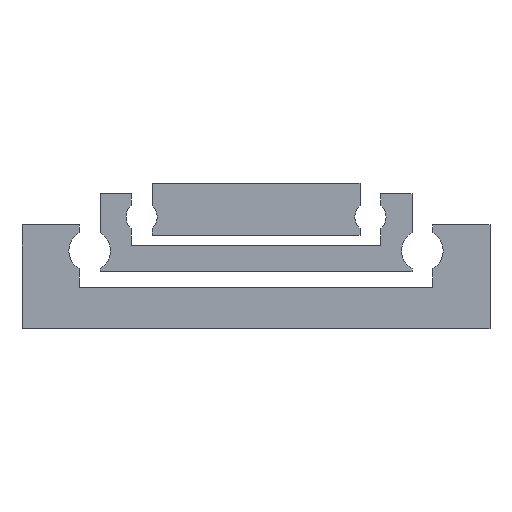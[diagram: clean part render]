
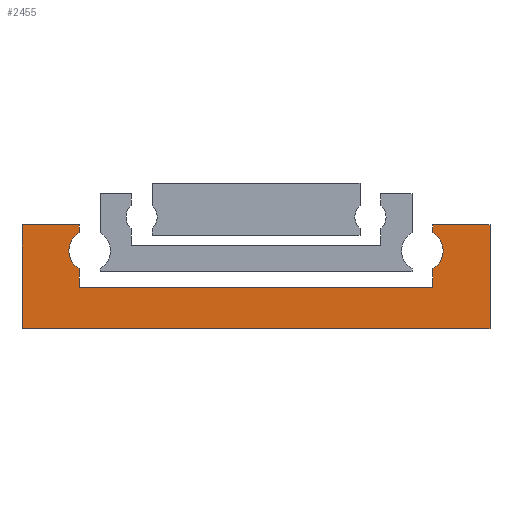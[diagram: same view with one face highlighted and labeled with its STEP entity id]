
A CAD part, front view. The second image highlights one B-rep face of the part: STEP entity #2455.
In plain terms, the highlighted planar face has unit normal (0, -1, 0).
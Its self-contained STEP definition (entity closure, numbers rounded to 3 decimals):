
#141=CARTESIAN_POINT('',(36.0,-500.0,2.5));
#142=VERTEX_POINT('',#141);
#151=CARTESIAN_POINT('',(34.0,-500.0,5.964));
#152=VERTEX_POINT('',#151);
#153=CARTESIAN_POINT('',(32.0,-500.0,2.5));
#154=DIRECTION('',(0.0,1.0,0.0));
#155=DIRECTION('',(1.0,0.0,0.0));
#156=AXIS2_PLACEMENT_3D('',#153,#154,#155);
#157=CIRCLE('',#156,4.0);
#158=EDGE_CURVE('',#152,#142,#157,.T.);
#310=CARTESIAN_POINT('',(-34.0,-500.0,5.964));
#311=VERTEX_POINT('',#310);
#318=CARTESIAN_POINT('',(-36.0,-500.0,2.5));
#319=VERTEX_POINT('',#318);
#320=CARTESIAN_POINT('',(-32.0,-500.0,2.5));
#321=DIRECTION('',(0.0,1.0,0.0));
#322=DIRECTION('',(1.0,0.0,0.0));
#323=AXIS2_PLACEMENT_3D('',#320,#321,#322);
#324=CIRCLE('',#323,4.0);
#325=EDGE_CURVE('',#319,#311,#324,.T.);
#1950=CARTESIAN_POINT('',(-34.0,-500.0,-0.964));
#1951=VERTEX_POINT('',#1950);
#1952=CARTESIAN_POINT('',(-32.0,-500.0,2.5));
#1953=DIRECTION('',(0.0,1.0,0.0));
#1954=DIRECTION('',(1.0,0.0,0.0));
#1955=AXIS2_PLACEMENT_3D('',#1952,#1953,#1954);
#1956=CIRCLE('',#1955,4.0);
#1957=EDGE_CURVE('',#1951,#319,#1956,.T.);
#1998=CARTESIAN_POINT('',(34.0,-500.0,-0.964));
#1999=VERTEX_POINT('',#1998);
#2006=CARTESIAN_POINT('',(32.0,-500.0,2.5));
#2007=DIRECTION('',(0.0,1.0,0.0));
#2008=DIRECTION('',(1.0,0.0,0.0));
#2009=AXIS2_PLACEMENT_3D('',#2006,#2007,#2008);
#2010=CIRCLE('',#2009,4.0);
#2011=EDGE_CURVE('',#142,#1999,#2010,.T.);
#2022=CARTESIAN_POINT('',(-34.0,-500.0,-4.5));
#2023=VERTEX_POINT('',#2022);
#2024=CARTESIAN_POINT('',(-34.0,-500.0,-0.964));
#2025=DIRECTION('',(0.0,0.0,-1.0));
#2026=VECTOR('',#2025,3.536);
#2027=LINE('',#2024,#2026);
#2028=EDGE_CURVE('',#1951,#2023,#2027,.T.);
#2061=CARTESIAN_POINT('',(-34.0,-500.0,7.5));
#2062=VERTEX_POINT('',#2061);
#2069=CARTESIAN_POINT('',(-34.0,-500.0,7.5));
#2070=DIRECTION('',(0.0,0.0,-1.0));
#2071=VECTOR('',#2070,1.536);
#2072=LINE('',#2069,#2071);
#2073=EDGE_CURVE('',#2062,#311,#2072,.T.);
#2159=CARTESIAN_POINT('',(34.0,-500.0,-4.5));
#2160=VERTEX_POINT('',#2159);
#2167=CARTESIAN_POINT('',(34.0,-500.0,-4.5));
#2168=DIRECTION('',(0.0,0.0,1.0));
#2169=VECTOR('',#2168,3.536);
#2170=LINE('',#2167,#2169);
#2171=EDGE_CURVE('',#2160,#1999,#2170,.T.);
#2182=CARTESIAN_POINT('',(34.0,-500.0,7.5));
#2183=VERTEX_POINT('',#2182);
#2184=CARTESIAN_POINT('',(34.0,-500.0,5.964));
#2185=DIRECTION('',(0.0,0.0,1.0));
#2186=VECTOR('',#2185,1.536);
#2187=LINE('',#2184,#2186);
#2188=EDGE_CURVE('',#152,#2183,#2187,.T.);
#2207=CARTESIAN_POINT('',(45.0,-500.0,7.5));
#2208=VERTEX_POINT('',#2207);
#2209=CARTESIAN_POINT('',(34.0,-500.0,7.5));
#2210=DIRECTION('',(1.0,0.0,0.0));
#2211=VECTOR('',#2210,11.0);
#2212=LINE('',#2209,#2211);
#2213=EDGE_CURVE('',#2183,#2208,#2212,.T.);
#2231=CARTESIAN_POINT('',(-34.0,-500.0,-4.5));
#2232=DIRECTION('',(1.0,0.0,0.0));
#2233=VECTOR('',#2232,68.0);
#2234=LINE('',#2231,#2233);
#2235=EDGE_CURVE('',#2023,#2160,#2234,.T.);
#2291=CARTESIAN_POINT('',(-45.0,-500.0,7.5));
#2292=VERTEX_POINT('',#2291);
#2299=CARTESIAN_POINT('',(-45.0,-500.0,7.5));
#2300=DIRECTION('',(1.0,0.0,0.0));
#2301=VECTOR('',#2300,11.0);
#2302=LINE('',#2299,#2301);
#2303=EDGE_CURVE('',#2292,#2062,#2302,.T.);
#2315=CARTESIAN_POINT('',(-45.0,-500.0,-12.5));
#2316=VERTEX_POINT('',#2315);
#2323=CARTESIAN_POINT('',(-45.0,-500.0,-12.5));
#2324=DIRECTION('',(0.0,0.0,1.0));
#2325=VECTOR('',#2324,20.0);
#2326=LINE('',#2323,#2325);
#2327=EDGE_CURVE('',#2316,#2292,#2326,.T.);
#2347=CARTESIAN_POINT('',(45.0,-500.0,-12.5));
#2348=VERTEX_POINT('',#2347);
#2355=CARTESIAN_POINT('',(45.0,-500.0,-12.5));
#2356=DIRECTION('',(-1.0,0.0,0.0));
#2357=VECTOR('',#2356,90.0);
#2358=LINE('',#2355,#2357);
#2359=EDGE_CURVE('',#2348,#2316,#2358,.T.);
#2416=CARTESIAN_POINT('',(45.0,-500.0,7.5));
#2417=DIRECTION('',(0.0,0.0,-1.0));
#2418=VECTOR('',#2417,20.0);
#2419=LINE('',#2416,#2418);
#2420=EDGE_CURVE('',#2208,#2348,#2419,.T.);
#2434=CARTESIAN_POINT('',(0.,-500.0,-5.451));
#2435=DIRECTION('',(0.0,1.0,0.0));
#2436=DIRECTION('',(0.0,0.0,1.0));
#2437=AXIS2_PLACEMENT_3D('',#2434,#2435,#2436);
#2438=PLANE('',#2437);
#2439=ORIENTED_EDGE('',*,*,#1957,.T.);
#2440=ORIENTED_EDGE('',*,*,#325,.T.);
#2441=ORIENTED_EDGE('',*,*,#2073,.F.);
#2442=ORIENTED_EDGE('',*,*,#2303,.F.);
#2443=ORIENTED_EDGE('',*,*,#2327,.F.);
#2444=ORIENTED_EDGE('',*,*,#2359,.F.);
#2445=ORIENTED_EDGE('',*,*,#2420,.F.);
#2446=ORIENTED_EDGE('',*,*,#2213,.F.);
#2447=ORIENTED_EDGE('',*,*,#2188,.F.);
#2448=ORIENTED_EDGE('',*,*,#158,.T.);
#2449=ORIENTED_EDGE('',*,*,#2011,.T.);
#2450=ORIENTED_EDGE('',*,*,#2171,.F.);
#2451=ORIENTED_EDGE('',*,*,#2235,.F.);
#2452=ORIENTED_EDGE('',*,*,#2028,.F.);
#2453=EDGE_LOOP('',(#2439,#2440,#2441,#2442,#2443,#2444,#2445,#2446,#2447,#2448,#2449,#2450,#2451,#2452));
#2454=FACE_OUTER_BOUND('',#2453,.T.);
#2455=ADVANCED_FACE('',(#2454),#2438,.F.);
